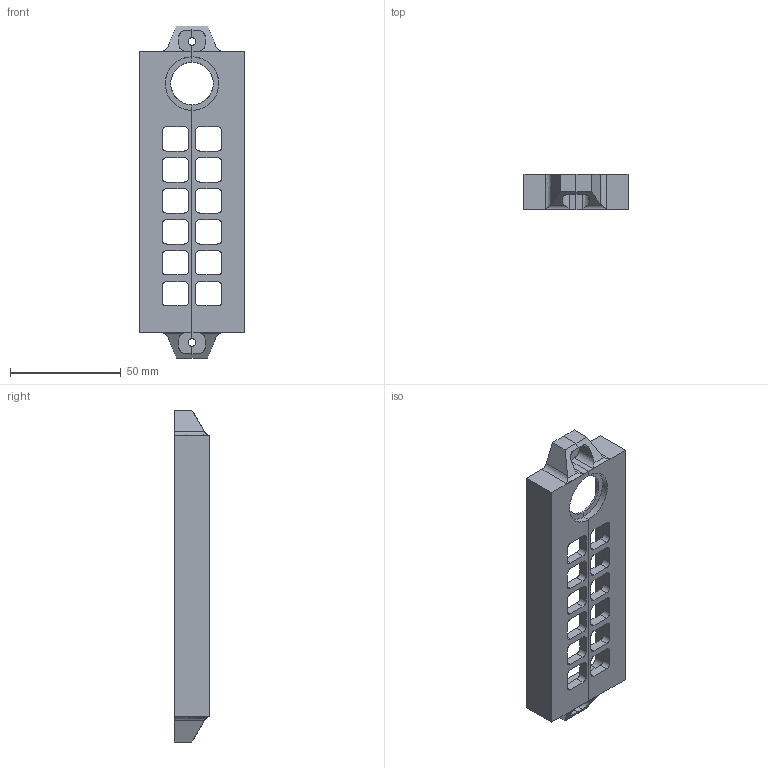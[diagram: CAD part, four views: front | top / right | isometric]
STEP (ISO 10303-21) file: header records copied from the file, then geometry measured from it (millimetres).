
FILE_DESCRIPTION(/* description */ (''),/* implementation_level */ '2;1');
FILE_NAME(/* name */ 'AN85WM~K',/* time_stamp */ '2023-04-06T16:16:03+02:00',/* author */ (''),/* organization */ (''),/* preprocessor_version */ 'ST-DEVELOPER v16.5',/* originating_system */ '',/* authorisation */ '');
FILE_SCHEMA (('AUTOMOTIVE_DESIGN'));
Length unit declared in the file: millimetre
Products named in the file (1): Document
Bounding box: 47 x 16 x 150 mm (x, y, z)
Volume: 29959 mm3; surface area: 22303.2 mm2
Topology: 1 solids, 1 shells, 208 faces, 584 edges, 372 vertices
Faces by surface type: plane 104, bspline 104
Entity records: 6432 total; most frequent: CARTESIAN_POINT 2917, ORIENTED_EDGE 1168, EDGE_CURVE 584, B_SPLINE_CURVE_WITH_KNOTS 377, VERTEX_POINT 372, EDGE_LOOP 232, ADVANCED_FACE 208, FACE_OUTER_BOUND 208
